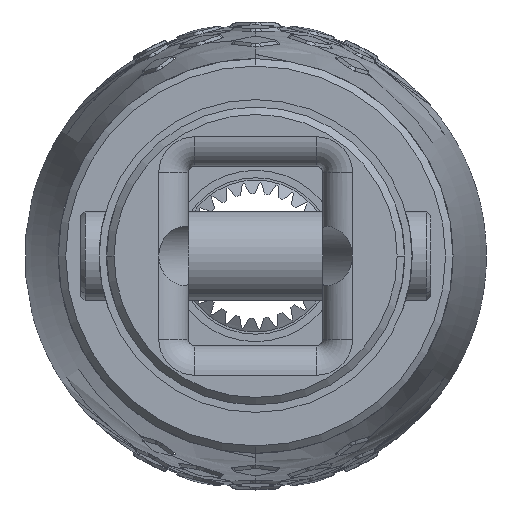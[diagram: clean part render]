
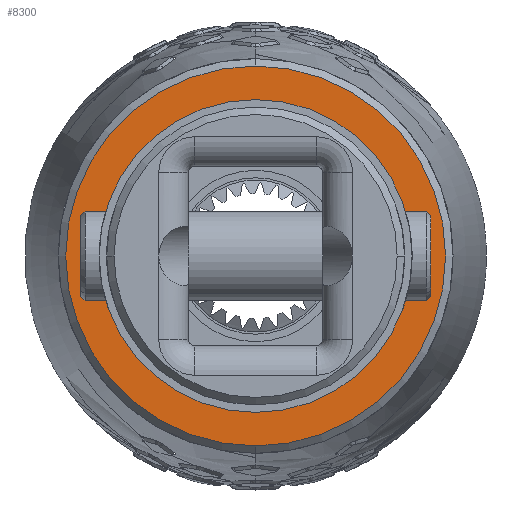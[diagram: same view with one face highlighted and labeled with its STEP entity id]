
A CAD part, front view. The second image highlights one B-rep face of the part: STEP entity #8300.
In plain terms, the highlighted planar face has unit normal (0, -1, 0).
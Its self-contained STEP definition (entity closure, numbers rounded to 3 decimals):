
#258 = EDGE_LOOP ( 'NONE', ( #26980, #38933 ) ) ;
#354 = VERTEX_POINT ( 'NONE', #13456 ) ;
#604 = CARTESIAN_POINT ( 'NONE',  ( 4.692, 21.949, 12.75 ) ) ;
#1579 = DIRECTION ( 'NONE',  ( 0., 0., -1. ) ) ;
#8177 = DIRECTION ( 'NONE',  ( 0., 1., 0. ) ) ;
#8300 = ADVANCED_FACE ( 'NONE', ( #44804, #25767 ), #15181, .F. ) ;
#9884 = CIRCLE ( 'NONE', #46197, 12.75 ) ;
#9973 = CARTESIAN_POINT ( 'NONE',  ( 4.692, 21.949, 0. ) ) ;
#10508 = CIRCLE ( 'NONE', #43415, 10.5 ) ;
#10852 = VERTEX_POINT ( 'NONE', #604 ) ;
#12959 = AXIS2_PLACEMENT_3D ( 'NONE', #15315, #40293, #18934 ) ;
#13456 = CARTESIAN_POINT ( 'NONE',  ( 4.692, 21.949, -12.75 ) ) ;
#13548 = DIRECTION ( 'NONE',  ( 0., 0., -1. ) ) ;
#13772 = AXIS2_PLACEMENT_3D ( 'NONE', #44388, #23033, #1579 ) ;
#13935 = CARTESIAN_POINT ( 'NONE',  ( 4.692, 21.949, 0. ) ) ;
#14998 = ORIENTED_EDGE ( 'NONE', *, *, #15819, .F. ) ;
#15181 = PLANE ( 'NONE',  #36226 ) ;
#15315 = CARTESIAN_POINT ( 'NONE',  ( 4.692, 21.949, 0. ) ) ;
#15819 = EDGE_CURVE ( 'NONE', #34109, #25295, #10508, .T. ) ;
#17282 = EDGE_LOOP ( 'NONE', ( #28975, #14998 ) ) ;
#17566 = DIRECTION ( 'NONE',  ( 0., 0., -1. ) ) ;
#18934 = DIRECTION ( 'NONE',  ( 0., 0., -1. ) ) ;
#21954 = CARTESIAN_POINT ( 'NONE',  ( 4.692, 21.949, 10.5 ) ) ;
#23033 = DIRECTION ( 'NONE',  ( 0., 1., 0. ) ) ;
#25295 = VERTEX_POINT ( 'NONE', #44008 ) ;
#25612 = CIRCLE ( 'NONE', #13772, 12.75 ) ;
#25767 = FACE_OUTER_BOUND ( 'NONE', #258, .T. ) ;
#26980 = ORIENTED_EDGE ( 'NONE', *, *, #30567, .F. ) ;
#28975 = ORIENTED_EDGE ( 'NONE', *, *, #31991, .F. ) ;
#29547 = CARTESIAN_POINT ( 'NONE',  ( 4.692, 21.949, 0. ) ) ;
#29876 = EDGE_CURVE ( 'NONE', #10852, #354, #25612, .T. ) ;
#30567 = EDGE_CURVE ( 'NONE', #354, #10852, #9884, .T. ) ;
#31991 = EDGE_CURVE ( 'NONE', #25295, #34109, #45550, .T. ) ;
#33138 = DIRECTION ( 'NONE',  ( 0., 0., -1. ) ) ;
#34109 = VERTEX_POINT ( 'NONE', #21954 ) ;
#34976 = DIRECTION ( 'NONE',  ( 0., -1., 0. ) ) ;
#36226 = AXIS2_PLACEMENT_3D ( 'NONE', #29547, #8177, #33138 ) ;
#38933 = ORIENTED_EDGE ( 'NONE', *, *, #29876, .F. ) ;
#38961 = DIRECTION ( 'NONE',  ( 0., 1., 0. ) ) ;
#40293 = DIRECTION ( 'NONE',  ( 0., -1., 0. ) ) ;
#43415 = AXIS2_PLACEMENT_3D ( 'NONE', #9973, #34976, #13548 ) ;
#44008 = CARTESIAN_POINT ( 'NONE',  ( 4.692, 21.949, -10.5 ) ) ;
#44388 = CARTESIAN_POINT ( 'NONE',  ( 4.692, 21.949, 0. ) ) ;
#44804 = FACE_BOUND ( 'NONE', #17282, .T. ) ;
#45550 = CIRCLE ( 'NONE', #12959, 10.5 ) ;
#46197 = AXIS2_PLACEMENT_3D ( 'NONE', #13935, #38961, #17566 ) ;
